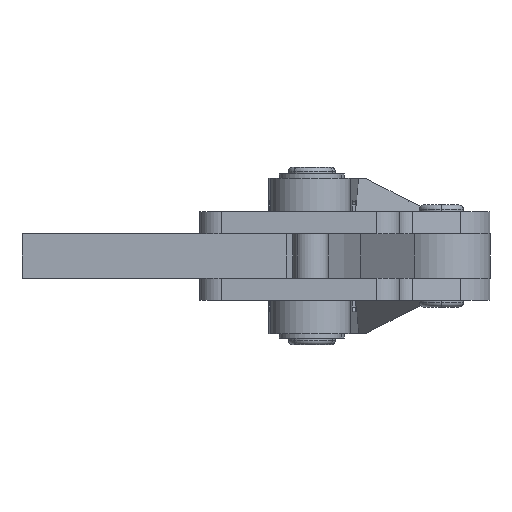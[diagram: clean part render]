
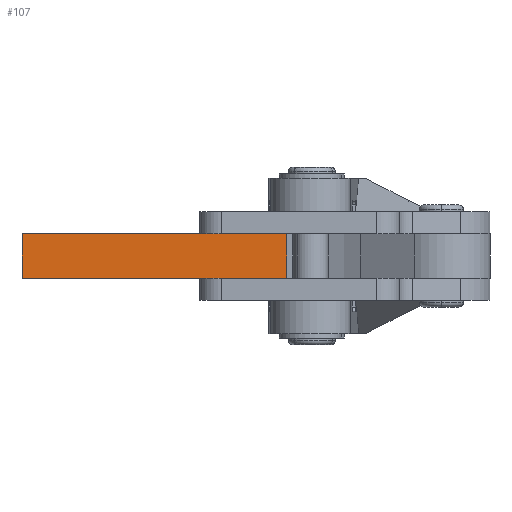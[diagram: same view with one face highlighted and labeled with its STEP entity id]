
A CAD part, front view. The second image highlights one B-rep face of the part: STEP entity #107.
In plain terms, the highlighted planar face has unit normal (0, -1, 0).
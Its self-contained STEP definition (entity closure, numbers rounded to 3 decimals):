
#107 = ADVANCED_FACE ( 'NONE', ( #14264 ), #9176, .F. ) ;
#4331 = CARTESIAN_POINT ( 'NONE',  ( 59.678, 0., 10. ) ) ;
#4332 = DIRECTION ( 'NONE',  ( 0., 0., -1. ) ) ;
#5782 = LINE ( 'NONE', #4331, #5785 ) ;
#5785 = VECTOR ( 'NONE', #4332, 1000. ) ;
#5815 = LINE ( 'NONE', #15888, #5818 ) ;
#5818 = VECTOR ( 'NONE', #15890, 1000. ) ;
#5832 = LINE ( 'NONE', #15934, #5834 ) ;
#5834 = VECTOR ( 'NONE', #15928, 1000. ) ;
#5838 = LINE ( 'NONE', #15960, #5847 ) ;
#5847 = VECTOR ( 'NONE', #15954, 1000. ) ;
#7155 = VERTEX_POINT ( 'NONE', #24086 ) ;
#7206 = VERTEX_POINT ( 'NONE', #24137 ) ;
#7238 = VERTEX_POINT ( 'NONE', #24169 ) ;
#7322 = VERTEX_POINT ( 'NONE', #24253 ) ;
#7875 = ORIENTED_EDGE ( 'NONE', *, *, #18796, .T. ) ;
#7998 = ORIENTED_EDGE ( 'NONE', *, *, #18783, .T. ) ;
#8067 = ORIENTED_EDGE ( 'NONE', *, *, #18805, .F. ) ;
#9169 = DIRECTION ( 'NONE',  ( 0., 0., 1. ) ) ;
#9176 = PLANE ( 'NONE',  #9405 ) ;
#9178 = DIRECTION ( 'NONE',  ( 0., 1., 0. ) ) ;
#9184 = CARTESIAN_POINT ( 'NONE',  ( 59.678, 0., 10. ) ) ;
#9405 = AXIS2_PLACEMENT_3D ( 'NONE', #9184, #9178, #9169 ) ;
#14080 = EDGE_LOOP ( 'NONE', ( #7875, #18483, #8067, #7998 ) ) ;
#14264 = FACE_OUTER_BOUND ( 'NONE', #14080, .T. ) ;
#15888 = CARTESIAN_POINT ( 'NONE',  ( 0., 0., 10. ) ) ;
#15890 = DIRECTION ( 'NONE',  ( 0., 0., -1. ) ) ;
#15928 = DIRECTION ( 'NONE',  ( 1., 0., 0. ) ) ;
#15934 = CARTESIAN_POINT ( 'NONE',  ( 59.678, 0., 0. ) ) ;
#15954 = DIRECTION ( 'NONE',  ( 1., 0., 0. ) ) ;
#15960 = CARTESIAN_POINT ( 'NONE',  ( 59.678, 0., 10. ) ) ;
#18483 = ORIENTED_EDGE ( 'NONE', *, *, #18761, .F. ) ;
#18761 = EDGE_CURVE ( 'NONE', #7155, #7206, #5782, .T. ) ;
#18783 = EDGE_CURVE ( 'NONE', #7238, #7322, #5815, .T. ) ;
#18796 = EDGE_CURVE ( 'NONE', #7322, #7206, #5832, .T. ) ;
#18805 = EDGE_CURVE ( 'NONE', #7238, #7155, #5838, .T. ) ;
#24086 = CARTESIAN_POINT ( 'NONE',  ( 59.678, 0., 10. ) ) ;
#24137 = CARTESIAN_POINT ( 'NONE',  ( 59.678, 0., 0. ) ) ;
#24169 = CARTESIAN_POINT ( 'NONE',  ( 0., 0., 10. ) ) ;
#24253 = CARTESIAN_POINT ( 'NONE',  ( 0., 0., 0. ) ) ;
